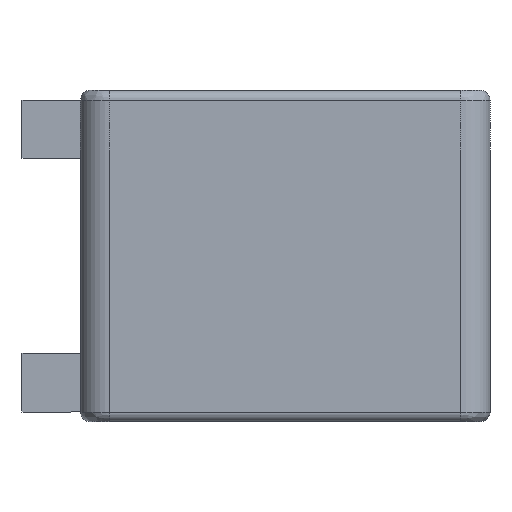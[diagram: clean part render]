
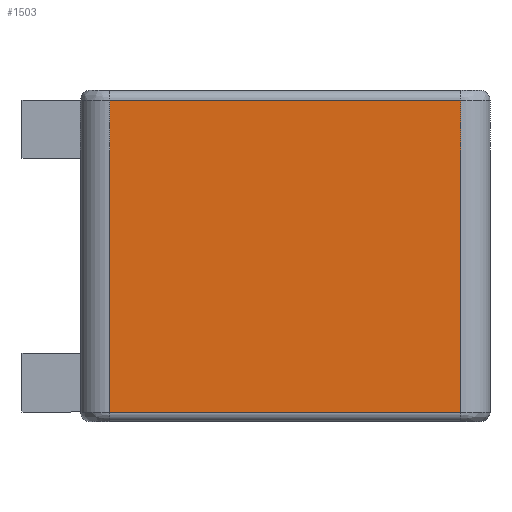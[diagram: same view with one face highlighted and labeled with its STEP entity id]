
A CAD part, left-side view. The second image highlights one B-rep face of the part: STEP entity #1503.
In plain terms, the highlighted planar face has unit normal (-1, 0, 0).
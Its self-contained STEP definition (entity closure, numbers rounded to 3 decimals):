
#56 = CARTESIAN_POINT ( 'NONE',  ( -22.5, 18., -2.111 ) ) ;
#411 = EDGE_CURVE ( 'NONE', #521, #1880, #2570, .T. ) ;
#520 = DIRECTION ( 'NONE',  ( 0., 0., -1. ) ) ;
#521 = VERTEX_POINT ( 'NONE', #1875 ) ;
#783 = EDGE_CURVE ( 'NONE', #2119, #1880, #3051, .T. ) ;
#807 = AXIS2_PLACEMENT_3D ( 'NONE', #2850, #1338, #1330 ) ;
#864 = ORIENTED_EDGE ( 'NONE', *, *, #1378, .T. ) ;
#915 = CARTESIAN_POINT ( 'NONE',  ( -22.5, 18., 29.889 ) ) ;
#959 = ORIENTED_EDGE ( 'NONE', *, *, #1129, .F. ) ;
#980 = EDGE_LOOP ( 'NONE', ( #1831, #959, #864, #2592 ) ) ;
#1035 = CARTESIAN_POINT ( 'NONE',  ( -22.5, 18., -3.111 ) ) ;
#1062 = LINE ( 'NONE', #1179, #1816 ) ;
#1129 = EDGE_CURVE ( 'NONE', #2505, #521, #1062, .T. ) ;
#1179 = CARTESIAN_POINT ( 'NONE',  ( -22.5, -18., -3.111 ) ) ;
#1182 = LINE ( 'NONE', #2216, #2415 ) ;
#1204 = CARTESIAN_POINT ( 'NONE',  ( -22.5, 0.854, -2.111 ) ) ;
#1232 = VECTOR ( 'NONE', #2562, 1000. ) ;
#1330 = DIRECTION ( 'NONE',  ( 0., 0., 1. ) ) ;
#1338 = DIRECTION ( 'NONE',  ( -1., 0., 0. ) ) ;
#1378 = EDGE_CURVE ( 'NONE', #2505, #2119, #1182, .T. ) ;
#1503 = ADVANCED_FACE ( 'NONE', ( #2377 ), #3122, .T. ) ;
#1597 = VECTOR ( 'NONE', #520, 1000. ) ;
#1727 = DIRECTION ( 'NONE',  ( 0., 0., -1. ) ) ;
#1816 = VECTOR ( 'NONE', #1727, 1000. ) ;
#1831 = ORIENTED_EDGE ( 'NONE', *, *, #411, .F. ) ;
#1875 = CARTESIAN_POINT ( 'NONE',  ( -22.5, -18., -2.111 ) ) ;
#1880 = VERTEX_POINT ( 'NONE', #56 ) ;
#2119 = VERTEX_POINT ( 'NONE', #915 ) ;
#2216 = CARTESIAN_POINT ( 'NONE',  ( -22.5, 0., 29.889 ) ) ;
#2298 = DIRECTION ( 'NONE',  ( 0., 1., 0. ) ) ;
#2377 = FACE_OUTER_BOUND ( 'NONE', #980, .T. ) ;
#2415 = VECTOR ( 'NONE', #2298, 1000. ) ;
#2505 = VERTEX_POINT ( 'NONE', #2607 ) ;
#2562 = DIRECTION ( 'NONE',  ( 0., 1., 0. ) ) ;
#2570 = LINE ( 'NONE', #1204, #1232 ) ;
#2592 = ORIENTED_EDGE ( 'NONE', *, *, #783, .T. ) ;
#2607 = CARTESIAN_POINT ( 'NONE',  ( -22.5, -18., 29.889 ) ) ;
#2850 = CARTESIAN_POINT ( 'NONE',  ( -22.5, 0., -3.111 ) ) ;
#3051 = LINE ( 'NONE', #1035, #1597 ) ;
#3122 = PLANE ( 'NONE',  #807 ) ;
